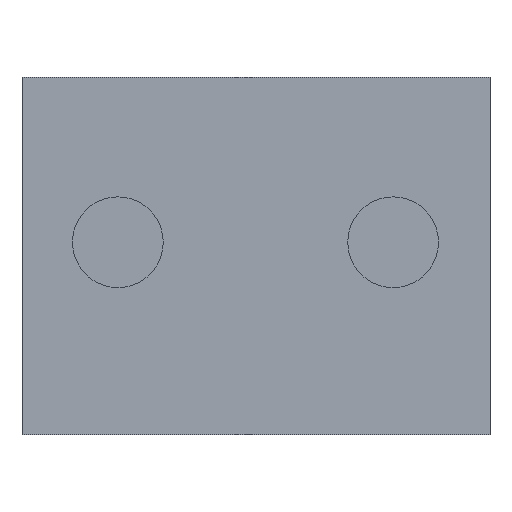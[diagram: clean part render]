
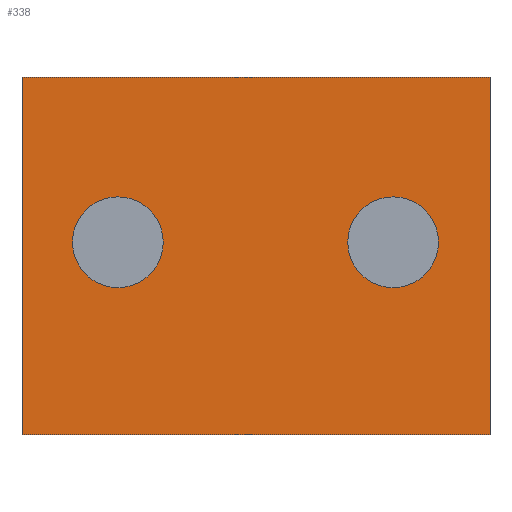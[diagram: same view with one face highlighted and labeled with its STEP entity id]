
A CAD part, front view. The second image highlights one B-rep face of the part: STEP entity #338.
In plain terms, the highlighted planar face has unit normal (0, -1, 0).
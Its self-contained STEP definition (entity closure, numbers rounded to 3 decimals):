
#71=CARTESIAN_POINT('',(223.519,287.1,13.));
#72=VERTEX_POINT('',#71);
#73=CARTESIAN_POINT('',(240.519,287.1,13.));
#74=VERTEX_POINT('',#73);
#75=CARTESIAN_POINT('',(223.519,287.1,13.));
#76=DIRECTION('',(1.,0.,-0.));
#77=VECTOR('',#76,17.);
#78=LINE('',#75,#77);
#79=EDGE_CURVE('',#72,#74,#78,.T.);
#202=CARTESIAN_POINT('',(240.519,287.1,-0.));
#203=VERTEX_POINT('',#202);
#210=CARTESIAN_POINT('',(223.519,287.1,-0.));
#211=VERTEX_POINT('',#210);
#212=CARTESIAN_POINT('',(223.519,287.1,-0.));
#213=DIRECTION('',(1.,0.,-0.));
#214=VECTOR('',#213,17.);
#215=LINE('',#212,#214);
#216=EDGE_CURVE('',#211,#203,#215,.T.);
#295=CARTESIAN_POINT('',(232.019,287.1,-5.));
#296=DIRECTION('',(0.,-1.,0.));
#297=DIRECTION('',(0.,0.,1.));
#298=AXIS2_PLACEMENT_3D('',#295,#296,#297);
#299=PLANE('',#298);
#300=CARTESIAN_POINT('',(237.,287.1,5.35));
#301=VERTEX_POINT('',#300);
#302=CARTESIAN_POINT('',(237.,287.1,7.));
#303=DIRECTION('',(0.,-1.,0.));
#304=DIRECTION('',(0.,0.,-1.));
#305=AXIS2_PLACEMENT_3D('',#302,#303,#304);
#306=CIRCLE('',#305,1.65);
#307=EDGE_CURVE('',#301,#301,#306,.T.);
#308=ORIENTED_EDGE('',*,*,#307,.F.);
#309=EDGE_LOOP('',(#308));
#310=FACE_BOUND('',#309,.T.);
#311=CARTESIAN_POINT('',(227.,287.1,5.35));
#312=VERTEX_POINT('',#311);
#313=CARTESIAN_POINT('',(227.,287.1,7.));
#314=DIRECTION('',(0.,-1.,0.));
#315=DIRECTION('',(0.,0.,-1.));
#316=AXIS2_PLACEMENT_3D('',#313,#314,#315);
#317=CIRCLE('',#316,1.65);
#318=EDGE_CURVE('',#312,#312,#317,.T.);
#319=ORIENTED_EDGE('',*,*,#318,.F.);
#320=EDGE_LOOP('',(#319));
#321=FACE_BOUND('',#320,.T.);
#322=CARTESIAN_POINT('',(223.519,287.1,-0.));
#323=DIRECTION('',(0.,0.,1.));
#324=VECTOR('',#323,13.);
#325=LINE('',#322,#324);
#326=EDGE_CURVE('',#211,#72,#325,.T.);
#327=ORIENTED_EDGE('',*,*,#326,.F.);
#328=ORIENTED_EDGE('',*,*,#216,.T.);
#329=CARTESIAN_POINT('',(240.519,287.1,-0.));
#330=DIRECTION('',(0.,0.,1.));
#331=VECTOR('',#330,13.);
#332=LINE('',#329,#331);
#333=EDGE_CURVE('',#203,#74,#332,.T.);
#334=ORIENTED_EDGE('',*,*,#333,.T.);
#335=ORIENTED_EDGE('',*,*,#79,.F.);
#336=EDGE_LOOP('',(#327,#328,#334,#335));
#337=FACE_BOUND('',#336,.T.);
#338=ADVANCED_FACE('',(#310,#321,#337),#299,.T.);
